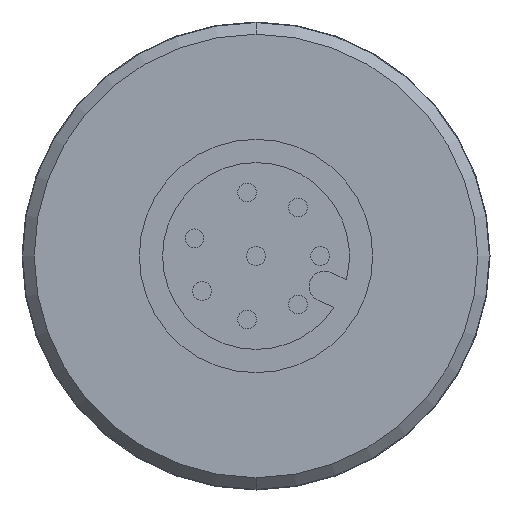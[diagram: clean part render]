
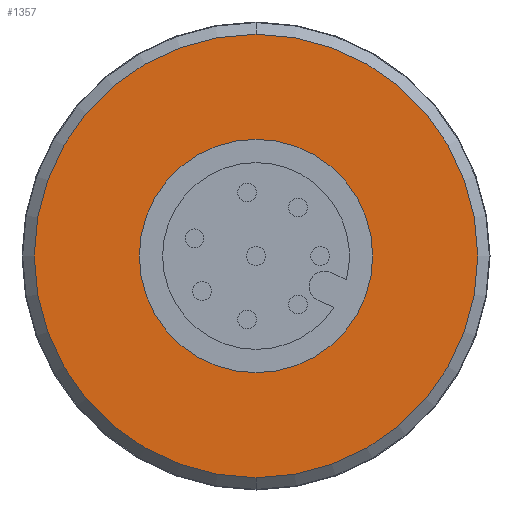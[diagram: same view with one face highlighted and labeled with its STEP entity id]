
A CAD part, front view. The second image highlights one B-rep face of the part: STEP entity #1357.
In plain terms, the highlighted planar face has unit normal (0, -1, 0).
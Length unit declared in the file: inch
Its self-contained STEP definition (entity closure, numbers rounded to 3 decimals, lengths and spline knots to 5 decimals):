
#64 = AXIS2_PLACEMENT_3D ( 'NONE', #2016, #891, #1840 ) ;
#73 = DIRECTION ( 'NONE',  ( 0., 0., 1. ) ) ;
#106 = EDGE_LOOP ( 'NONE', ( #735, #1809 ) ) ;
#107 = CARTESIAN_POINT ( 'NONE',  ( 0., -0.58268, 0.28543 ) ) ;
#201 = VERTEX_POINT ( 'NONE', #1576 ) ;
#226 = EDGE_CURVE ( 'NONE', #201, #937, #385, .T. ) ;
#263 = ORIENTED_EDGE ( 'NONE', *, *, #226, .F. ) ;
#289 = DIRECTION ( 'NONE',  ( 0., 0., -1. ) ) ;
#385 = CIRCLE ( 'NONE', #64, 0.37402 ) ;
#396 = VERTEX_POINT ( 'NONE', #1258 ) ;
#405 = VERTEX_POINT ( 'NONE', #876 ) ;
#482 = DIRECTION ( 'NONE',  ( 0., 1., 0. ) ) ;
#670 = AXIS2_PLACEMENT_3D ( 'NONE', #107, #1411, #289 ) ;
#726 = CIRCLE ( 'NONE', #1267, 0.19685 ) ;
#735 = ORIENTED_EDGE ( 'NONE', *, *, #1156, .T. ) ;
#869 = CIRCLE ( 'NONE', #1654, 0.37402 ) ;
#876 = CARTESIAN_POINT ( 'NONE',  ( 0., -0.58268, 0.19685 ) ) ;
#891 = DIRECTION ( 'NONE',  ( 0., 1., 0. ) ) ;
#892 = EDGE_CURVE ( 'NONE', #937, #201, #869, .T. ) ;
#937 = VERTEX_POINT ( 'NONE', #1805 ) ;
#1156 = EDGE_CURVE ( 'NONE', #405, #396, #726, .T. ) ;
#1220 = ORIENTED_EDGE ( 'NONE', *, *, #892, .F. ) ;
#1221 = PLANE ( 'NONE',  #670 ) ;
#1258 = CARTESIAN_POINT ( 'NONE',  ( 0., -0.58268, -0.19685 ) ) ;
#1267 = AXIS2_PLACEMENT_3D ( 'NONE', #1901, #1343, #1332 ) ;
#1329 = CARTESIAN_POINT ( 'NONE',  ( 0., -0.58268, 0. ) ) ;
#1332 = DIRECTION ( 'NONE',  ( 0., 0., 1. ) ) ;
#1343 = DIRECTION ( 'NONE',  ( 0., 1., 0. ) ) ;
#1357 = ADVANCED_FACE ( 'NONE', ( #2134, #1373 ), #1221, .T. ) ;
#1373 = FACE_OUTER_BOUND ( 'NONE', #1818, .T. ) ;
#1411 = DIRECTION ( 'NONE',  ( 0., -1., 0. ) ) ;
#1494 = DIRECTION ( 'NONE',  ( 0., 0., 1. ) ) ;
#1576 = CARTESIAN_POINT ( 'NONE',  ( 0., -0.58268, 0.37402 ) ) ;
#1654 = AXIS2_PLACEMENT_3D ( 'NONE', #1976, #482, #73 ) ;
#1805 = CARTESIAN_POINT ( 'NONE',  ( 0., -0.58268, -0.37402 ) ) ;
#1809 = ORIENTED_EDGE ( 'NONE', *, *, #1911, .T. ) ;
#1818 = EDGE_LOOP ( 'NONE', ( #263, #1220 ) ) ;
#1840 = DIRECTION ( 'NONE',  ( 0., 0., 1. ) ) ;
#1901 = CARTESIAN_POINT ( 'NONE',  ( 0., -0.58268, 0. ) ) ;
#1911 = EDGE_CURVE ( 'NONE', #396, #405, #2403, .T. ) ;
#1976 = CARTESIAN_POINT ( 'NONE',  ( 0., -0.58268, 0. ) ) ;
#2016 = CARTESIAN_POINT ( 'NONE',  ( 0., -0.58268, 0. ) ) ;
#2134 = FACE_BOUND ( 'NONE', #106, .T. ) ;
#2172 = AXIS2_PLACEMENT_3D ( 'NONE', #1329, #2431, #1494 ) ;
#2403 = CIRCLE ( 'NONE', #2172, 0.19685 ) ;
#2431 = DIRECTION ( 'NONE',  ( 0., 1., 0. ) ) ;
